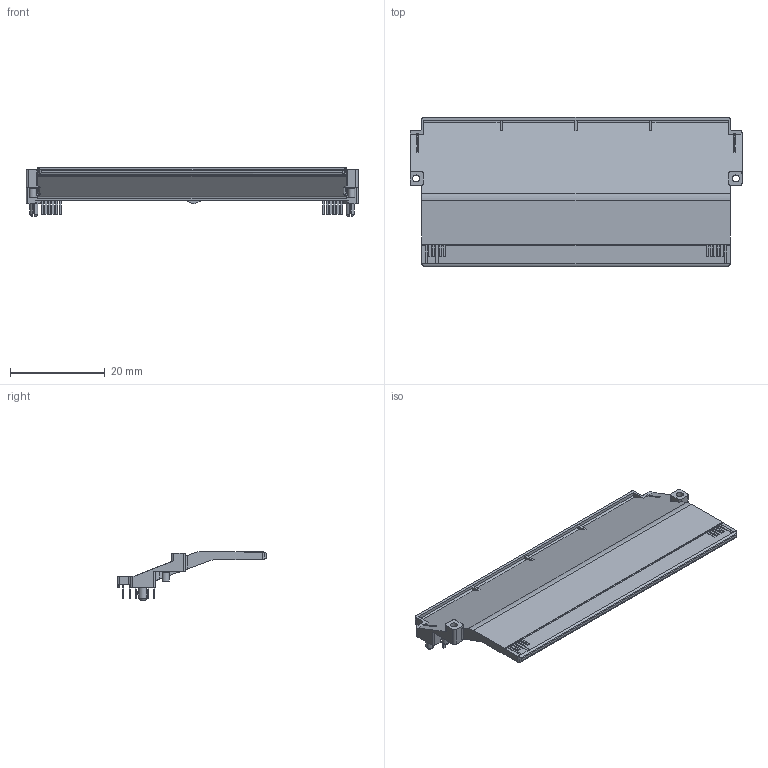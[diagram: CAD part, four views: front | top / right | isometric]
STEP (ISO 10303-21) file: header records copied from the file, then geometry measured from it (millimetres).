
FILE_DESCRIPTION(/* description */ (''),/* implementation_level */ '2;1');
FILE_NAME(/* name */ 'ITB_16251701301000.stp',/* time_stamp */ '2016-05-17T17:14:12+02:00',/* author */ ('riccim'),/* organization */ (''),/* preprocessor_version */ 'ST-DEVELOPER v15.5',/* originating_system */ 'AutoCAD Mechanical',/* authorisation */ '');
FILE_SCHEMA (('AUTOMOTIVE_DESIGN { 1 0 10303 214 3 1 1 }'));
Length unit declared in the file: millimetre
Products named in the file (1): Product
Bounding box: 69.9 x 31.5 x 10.22 mm (x, y, z)
Volume: 4523.4 mm3; surface area: 5205.1 mm2
Topology: 49 solids, 49 shells, 592 faces, 1491 edges, 991 vertices
Faces by surface type: plane 411, cylinder 173, cone 4, torus 4
Full cylindrical faces by diameter (mm): 1.45 x2, 1.47 x2
Entity records: 17761 total; most frequent: CARTESIAN_POINT 3163, DIRECTION 3015, ORIENTED_EDGE 2966, EDGE_CURVE 1483, LINE 1093, VECTOR 1093, VERTEX_POINT 991, AXIS2_PLACEMENT_3D 961
